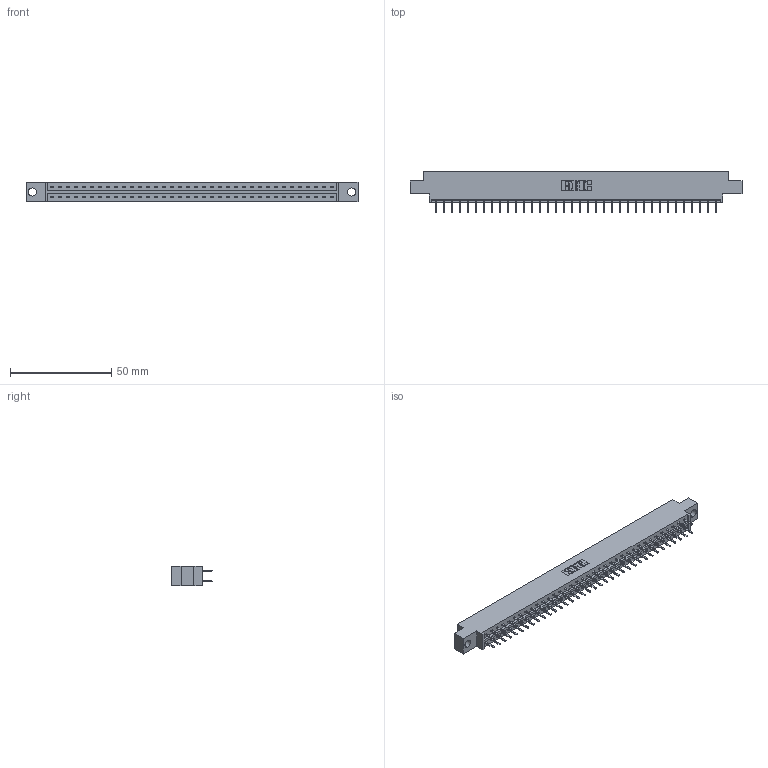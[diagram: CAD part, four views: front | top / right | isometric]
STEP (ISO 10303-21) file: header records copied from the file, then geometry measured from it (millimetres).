
FILE_DESCRIPTION (( 'STEP AP203' ), '1' );
FILE_NAME ('333-072-520-804.STEP', '2018-08-04T16:05:51', ( '' ), ( '' ), 'SwSTEP 2.0', 'SolidWorks 2016', '' );
FILE_SCHEMA (( 'CONFIG_CONTROL_DESIGN' ));
Length unit declared in the file: inch
Products named in the file (3): 345-292-001_345-293-120; 333-072-520-804; 333 Part_Offset - .156 Dia - TH
Assembly tree (73 placements, depth 2):
  333-072-520-804
    333 Part_Offset - .156 Dia - TH
    345-292-001_345-293-120  x72
Bounding box: 164.19 x 20.02 x 9.4 mm (x, y, z)
Volume: 16359 mm3; surface area: 19212.4 mm2
Topology: 73 solids, 73 shells, 4150 faces, 12059 edges, 7846 vertices
Faces by surface type: plane 2810, cylinder 1340
Entity records: 24185 total; most frequent: CARTESIAN_POINT 4030, ORIENTED_EDGE 3954, DIRECTION 3441, EDGE_CURVE 1977, VECTOR 1845, LINE 1845, VERTEX_POINT 1314, AXIS2_PLACEMENT_3D 798
